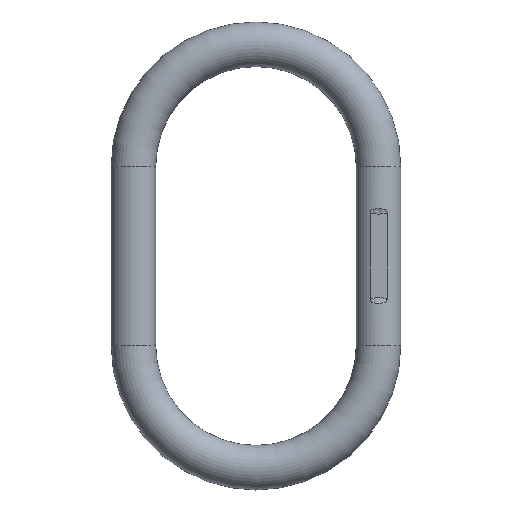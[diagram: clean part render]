
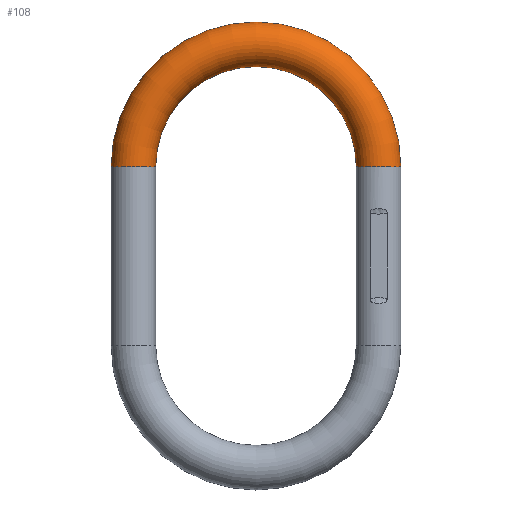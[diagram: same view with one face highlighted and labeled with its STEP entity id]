
A CAD part, top view. The second image highlights one B-rep face of the part: STEP entity #108.
In plain terms, the highlighted toroidal (fillet/blend) face has major radius 110 mm and minor radius 20 mm.
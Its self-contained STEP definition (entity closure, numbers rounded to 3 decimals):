
#52=CARTESIAN_POINT('Axis2P3D Location',(0.,80.,0.)) ;
#61=CARTESIAN_POINT('Vertex',(-90.,80.,0.)) ;
#63=CARTESIAN_POINT('Vertex',(-130.,80.,0.)) ;
#66=CARTESIAN_POINT('Axis2P3D Location',(0.,80.,0.)) ;
#70=CARTESIAN_POINT('Vertex',(130.,80.,0.)) ;
#77=CARTESIAN_POINT('Vertex',(90.,80.,0.)) ;
#80=CARTESIAN_POINT('Axis2P3D Location',(0.,80.,0.)) ;
#92=CARTESIAN_POINT('Axis2P3D Location',(-110.,80.,0.)) ;
#97=CARTESIAN_POINT('Axis2P3D Location',(110.,80.,0.)) ;
#53=DIRECTION('Axis2P3D Direction',(0.,0.,1.)) ;
#54=DIRECTION('Axis2P3D XDirection',(1.,0.,0.)) ;
#67=DIRECTION('Axis2P3D Direction',(0.,0.,1.)) ;
#81=DIRECTION('Axis2P3D Direction',(0.,0.,1.)) ;
#93=DIRECTION('Axis2P3D Direction',(0.,1.,-0.)) ;
#98=DIRECTION('Axis2P3D Direction',(0.,-1.,0.)) ;
#55=AXIS2_PLACEMENT_3D('Torus Axis2P3D',#52,#53,#54) ;
#68=AXIS2_PLACEMENT_3D('Circle Axis2P3D',#66,#67,$) ;
#82=AXIS2_PLACEMENT_3D('Circle Axis2P3D',#80,#81,$) ;
#94=AXIS2_PLACEMENT_3D('Circle Axis2P3D',#92,#93,$) ;
#99=AXIS2_PLACEMENT_3D('Circle Axis2P3D',#97,#98,$) ;
#103=ORIENTED_EDGE('',*,*,#96,.T.) ;
#104=ORIENTED_EDGE('',*,*,#84,.F.) ;
#105=ORIENTED_EDGE('',*,*,#101,.F.) ;
#106=ORIENTED_EDGE('',*,*,#72,.T.) ;
#108=ADVANCED_FACE('\X2\51434EF6672C9AD4\X0\',(#107),#56,.T.) ;
#69=CIRCLE('generated circle',#68,130.) ;
#83=CIRCLE('generated circle',#82,90.) ;
#95=CIRCLE('generated circle',#94,20.) ;
#100=CIRCLE('generated circle',#99,20.) ;
#56=TOROIDAL_SURFACE('homeo Torus',#55,110.,20.) ;
#72=EDGE_CURVE('',#71,#64,#69,.T.) ;
#84=EDGE_CURVE('',#78,#62,#83,.T.) ;
#96=EDGE_CURVE('',#64,#62,#95,.T.) ;
#101=EDGE_CURVE('',#71,#78,#100,.T.) ;
#102=EDGE_LOOP('',(#103,#104,#105,#106)) ;
#107=FACE_OUTER_BOUND('',#102,.T.) ;
#62=VERTEX_POINT('',#61) ;
#64=VERTEX_POINT('',#63) ;
#71=VERTEX_POINT('',#70) ;
#78=VERTEX_POINT('',#77) ;
